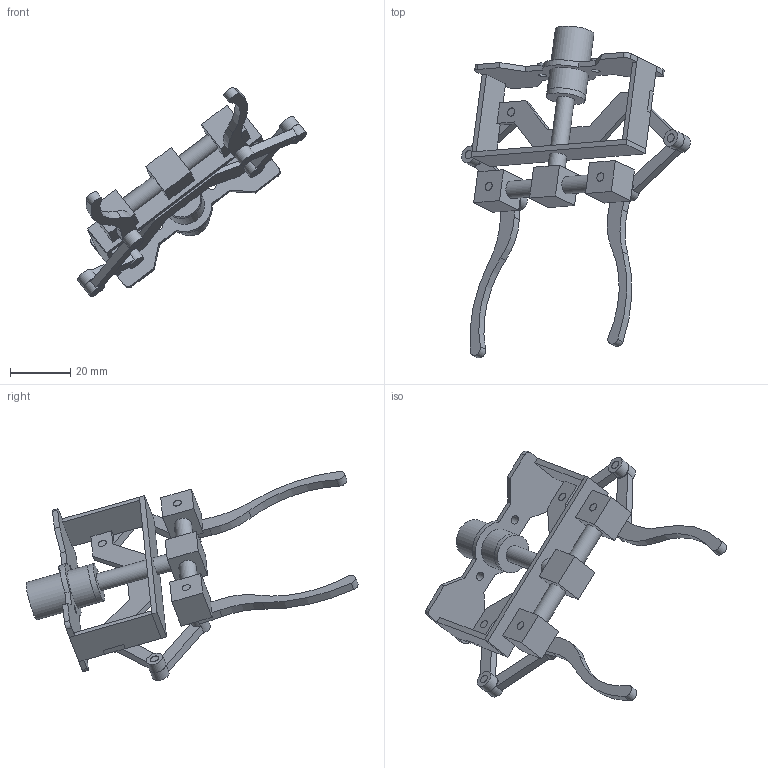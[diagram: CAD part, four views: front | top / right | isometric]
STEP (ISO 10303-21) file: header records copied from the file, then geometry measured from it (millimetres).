
FILE_DESCRIPTION(/* description */ (''),/* implementation_level */ '2;1');
FILE_NAME(/* name */ 'L6.step',/* time_stamp */ '2022-05-25T21:32:54+08:00',/* author */ (''),/* organization */ (''),/* preprocessor_version */ 'ST-DEVELOPER v18.1',/* originating_system */ 'Autodesk Translation Framework v10.14.0.1471',/* authorisation */ '');
FILE_SCHEMA (('AUTOMOTIVE_DESIGN { 1 0 10303 214 3 1 1 }'));
Length unit declared in the file: millimetre
Products named in the file (1): L6
Bounding box: 75.68 x 109.81 x 69.28 mm (x, y, z)
Volume: 15797.3 mm3; surface area: 16643.9 mm2
Topology: 16 solids, 16 shells, 197 faces, 437 edges, 290 vertices
Faces by surface type: plane 142, cylinder 55
Full cylindrical faces by diameter (mm): 2.857 x20, 4.286 x2, 5.714 x12, 10.714 x2, 12.857 x3
Entity records: 5531 total; most frequent: DIRECTION 967, CARTESIAN_POINT 925, ORIENTED_EDGE 874, EDGE_CURVE 437, AXIS2_PLACEMENT_3D 332, LINE 303, VECTOR 303, VERTEX_POINT 290
